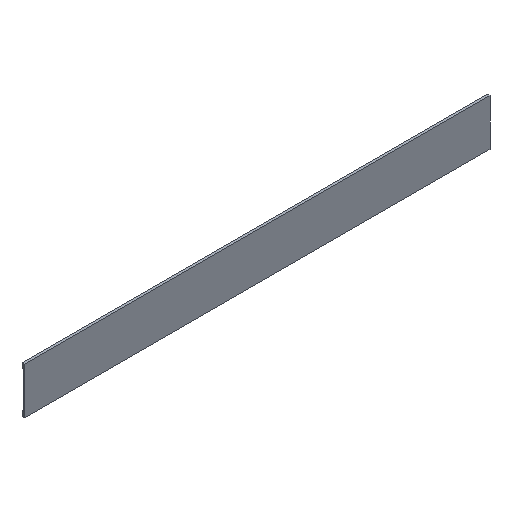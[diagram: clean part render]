
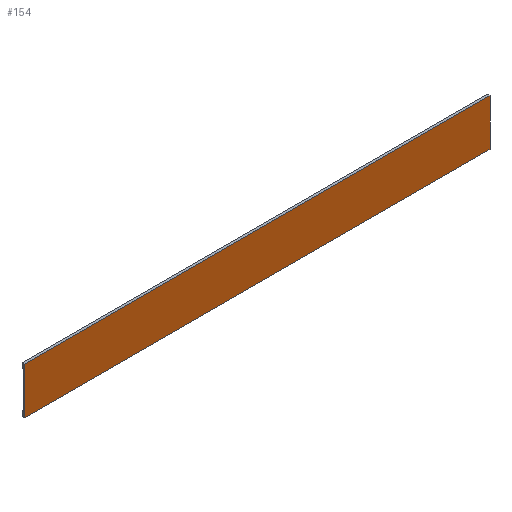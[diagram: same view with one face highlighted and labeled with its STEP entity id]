
A CAD part, isometric view. The second image highlights one B-rep face of the part: STEP entity #154.
In plain terms, the highlighted planar face has unit normal (0, -1, 0).
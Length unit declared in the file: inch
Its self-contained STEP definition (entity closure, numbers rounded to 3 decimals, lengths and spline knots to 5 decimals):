
#6 = VERTEX_POINT ( 'NONE', #12 ) ;
#12 = CARTESIAN_POINT ( 'NONE',  ( 19.68504, -0.11811, 3.93701 ) ) ;
#19 = DIRECTION ( 'NONE',  ( 0., 1., 0. ) ) ;
#41 = DIRECTION ( 'NONE',  ( 0., 0., 1. ) ) ;
#58 = EDGE_CURVE ( 'NONE', #170, #161, #274, .T. ) ;
#62 = ORIENTED_EDGE ( 'NONE', *, *, #58, .T. ) ;
#71 = LINE ( 'NONE', #158, #243 ) ;
#74 = CARTESIAN_POINT ( 'NONE',  ( -19.68504, -0.11811, 0. ) ) ;
#79 = PLANE ( 'NONE',  #203 ) ;
#97 = VECTOR ( 'NONE', #217, 39.37008 ) ;
#98 = CARTESIAN_POINT ( 'NONE',  ( -19.68504, -0.11811, 3.93701 ) ) ;
#99 = EDGE_CURVE ( 'NONE', #310, #6, #215, .T. ) ;
#101 = CARTESIAN_POINT ( 'NONE',  ( -19.68504, -0.11811, 3.93701 ) ) ;
#103 = CARTESIAN_POINT ( 'NONE',  ( -19.68504, -0.11811, 0. ) ) ;
#105 = CARTESIAN_POINT ( 'NONE',  ( -19.68504, -0.11811, 3.93701 ) ) ;
#143 = ORIENTED_EDGE ( 'NONE', *, *, #99, .F. ) ;
#154 = ADVANCED_FACE ( 'NONE', ( #306 ), #79, .F. ) ;
#155 = VECTOR ( 'NONE', #163, 39.37008 ) ;
#158 = CARTESIAN_POINT ( 'NONE',  ( 19.68504, -0.11811, 3.93701 ) ) ;
#161 = VERTEX_POINT ( 'NONE', #192 ) ;
#163 = DIRECTION ( 'NONE',  ( 1., 0., 0. ) ) ;
#170 = VERTEX_POINT ( 'NONE', #74 ) ;
#180 = EDGE_CURVE ( 'NONE', #6, #161, #71, .T. ) ;
#186 = LINE ( 'NONE', #101, #97 ) ;
#191 = EDGE_CURVE ( 'NONE', #310, #170, #186, .T. ) ;
#192 = CARTESIAN_POINT ( 'NONE',  ( 19.68504, -0.11811, 0. ) ) ;
#203 = AXIS2_PLACEMENT_3D ( 'NONE', #275, #19, #41 ) ;
#215 = LINE ( 'NONE', #98, #304 ) ;
#217 = DIRECTION ( 'NONE',  ( 0., 0., -1. ) ) ;
#243 = VECTOR ( 'NONE', #363, 39.37008 ) ;
#244 = EDGE_LOOP ( 'NONE', ( #62, #280, #143, #261 ) ) ;
#261 = ORIENTED_EDGE ( 'NONE', *, *, #191, .T. ) ;
#274 = LINE ( 'NONE', #103, #155 ) ;
#275 = CARTESIAN_POINT ( 'NONE',  ( -19.68504, -0.11811, 3.93701 ) ) ;
#276 = DIRECTION ( 'NONE',  ( 1., 0., 0. ) ) ;
#280 = ORIENTED_EDGE ( 'NONE', *, *, #180, .F. ) ;
#304 = VECTOR ( 'NONE', #276, 39.37008 ) ;
#306 = FACE_OUTER_BOUND ( 'NONE', #244, .T. ) ;
#310 = VERTEX_POINT ( 'NONE', #105 ) ;
#363 = DIRECTION ( 'NONE',  ( 0., 0., -1. ) ) ;
